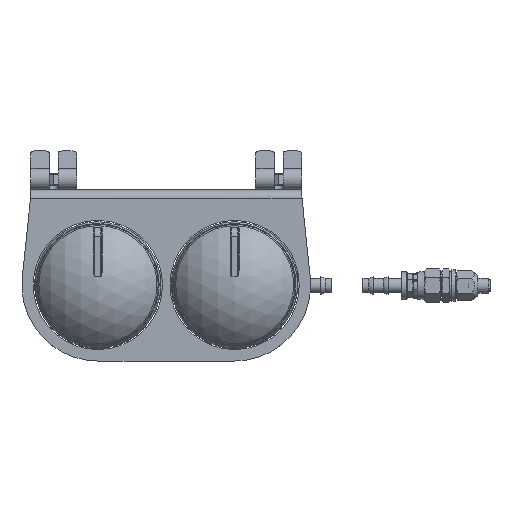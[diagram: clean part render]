
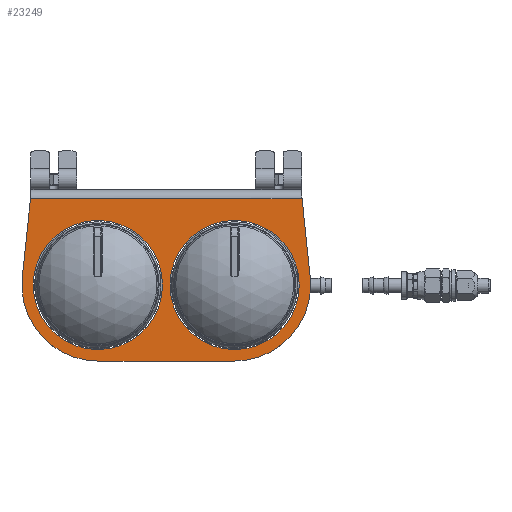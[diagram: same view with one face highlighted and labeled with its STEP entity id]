
A CAD part, top view. The second image highlights one B-rep face of the part: STEP entity #23249.
In plain terms, the highlighted planar face has unit normal (0, 0, 1).
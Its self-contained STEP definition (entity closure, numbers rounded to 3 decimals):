
#1085=FACE_BOUND('',#4388,.T.);
#1086=FACE_BOUND('',#4389,.T.);
#1211=PLANE('',#25394);
#2806=FACE_OUTER_BOUND('',#4387,.T.);
#4387=EDGE_LOOP('',(#15922,#15923,#15924,#15925,#15926,#15927));
#4388=EDGE_LOOP('',(#15928));
#4389=EDGE_LOOP('',(#15929));
#5975=LINE('',#35160,#6991);
#6091=LINE('',#36420,#7107);
#6092=LINE('',#36424,#7108);
#6093=LINE('',#36427,#7109);
#6991=VECTOR('',#28190,10.);
#7107=VECTOR('',#28576,10.);
#7108=VECTOR('',#28579,10.);
#7109=VECTOR('',#28582,10.);
#8081=CIRCLE('',#25395,50.);
#8082=CIRCLE('',#25396,50.);
#8083=CIRCLE('',#25397,42.5);
#8084=CIRCLE('',#25398,42.5);
#9566=VERTEX_POINT('',#35019);
#9574=VERTEX_POINT('',#35134);
#9701=VERTEX_POINT('',#36419);
#9702=VERTEX_POINT('',#36421);
#9703=VERTEX_POINT('',#36423);
#9704=VERTEX_POINT('',#36425);
#9705=VERTEX_POINT('',#36428);
#9706=VERTEX_POINT('',#36430);
#11810=EDGE_CURVE('',#9574,#9566,#5975,.T.);
#12008=EDGE_CURVE('',#9701,#9566,#6091,.T.);
#12009=EDGE_CURVE('',#9702,#9701,#8081,.T.);
#12010=EDGE_CURVE('',#9703,#9702,#6092,.T.);
#12011=EDGE_CURVE('',#9704,#9703,#8082,.T.);
#12012=EDGE_CURVE('',#9574,#9704,#6093,.T.);
#12013=EDGE_CURVE('',#9705,#9705,#8083,.T.);
#12014=EDGE_CURVE('',#9706,#9706,#8084,.T.);
#15922=ORIENTED_EDGE('',*,*,#11810,.T.);
#15923=ORIENTED_EDGE('',*,*,#12008,.F.);
#15924=ORIENTED_EDGE('',*,*,#12009,.F.);
#15925=ORIENTED_EDGE('',*,*,#12010,.F.);
#15926=ORIENTED_EDGE('',*,*,#12011,.F.);
#15927=ORIENTED_EDGE('',*,*,#12012,.F.);
#15928=ORIENTED_EDGE('',*,*,#12013,.T.);
#15929=ORIENTED_EDGE('',*,*,#12014,.T.);
#23249=ADVANCED_FACE('',(#2806,#1085,#1086),#1211,.F.);
#25394=AXIS2_PLACEMENT_3D('',#36418,#28574,#28575);
#25395=AXIS2_PLACEMENT_3D('',#36422,#28577,#28578);
#25396=AXIS2_PLACEMENT_3D('',#36426,#28580,#28581);
#25397=AXIS2_PLACEMENT_3D('',#36429,#28583,#28584);
#25398=AXIS2_PLACEMENT_3D('',#36431,#28585,#28586);
#28190=DIRECTION('',(-1.,0.,0.));
#28574=DIRECTION('center_axis',(0.,0.,
-1.));
#28575=DIRECTION('ref_axis',(1.,0.,0.));
#28576=DIRECTION('',(0.104,0.995,0.));
#28577=DIRECTION('center_axis',(0.,0.,
-1.));
#28578=DIRECTION('ref_axis',(0.,-1.,0.));
#28579=DIRECTION('',(-1.,0.,0.));
#28580=DIRECTION('center_axis',(0.,0.,
-1.));
#28581=DIRECTION('ref_axis',(0.995,0.104,0.));
#28582=DIRECTION('',(0.104,-0.995,0.));
#28583=DIRECTION('center_axis',(0.,0.,
-1.));
#28584=DIRECTION('ref_axis',(-1.,0.,0.));
#28585=DIRECTION('center_axis',(0.,0.,
-1.));
#28586=DIRECTION('ref_axis',(-1.,0.,0.));
#35019=CARTESIAN_POINT('',(5.645,100.607,129.214));
#35134=CARTESIAN_POINT('',(184.355,100.607,129.214));
#35160=CARTESIAN_POINT('',(139.677,100.607,129.214));
#36418=CARTESIAN_POINT('Origin',(95.,162.993,129.214));
#36419=CARTESIAN_POINT('',(0.271,49.199,129.214));
#36420=CARTESIAN_POINT('',(0.271,49.199,129.214));
#36421=CARTESIAN_POINT('',(50.,-6.,129.214));
#36422=CARTESIAN_POINT('Origin',(50.,44.,129.214));
#36423=CARTESIAN_POINT('',(140.,-6.,129.214));
#36424=CARTESIAN_POINT('',(140.,-6.,129.214));
#36425=CARTESIAN_POINT('',(189.729,49.199,129.214));
#36426=CARTESIAN_POINT('Origin',(140.,44.,129.214));
#36427=CARTESIAN_POINT('',(184.,104.,129.214));
#36428=CARTESIAN_POINT('',(92.5,44.,129.214));
#36429=CARTESIAN_POINT('Origin',(50.,44.,129.214));
#36430=CARTESIAN_POINT('',(182.5,44.,129.214));
#36431=CARTESIAN_POINT('Origin',(140.,44.,129.214));
